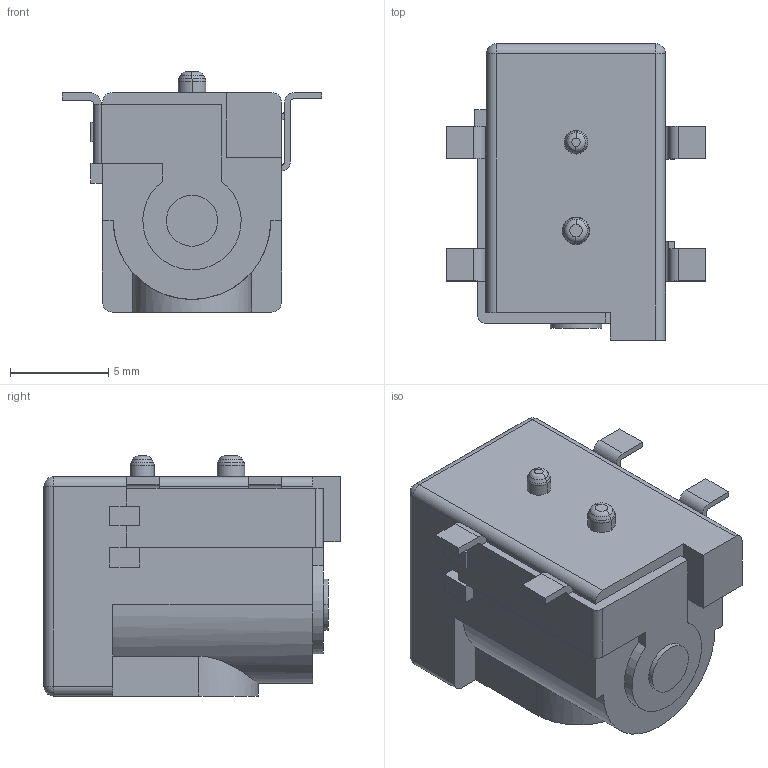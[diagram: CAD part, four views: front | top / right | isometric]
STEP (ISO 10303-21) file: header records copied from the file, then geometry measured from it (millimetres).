
FILE_DESCRIPTION((''),'2;1');
FILE_NAME('DC050-A-F03A1BR-200-AFTER','2019-03-19T',('Administrator'),(''),'PRO/ENGINEER BY PARAMETRIC TECHNOLOGY CORPORATION, 2012090','PRO/ENGINEER BY PARAMETRIC TECHNOLOGY CORPORATION, 2012090','');
FILE_SCHEMA(('CONFIG_CONTROL_DESIGN'));
Length unit declared in the file: millimetre
Products named in the file (1): DC050-A-F03A1BR-200-AFTER
Bounding box: 13.2 x 15.05 x 12.2 mm (x, y, z)
Volume: 1007.1 mm3; surface area: 1125.4 mm2
Topology: 1 solids, 1 shells, 118 faces, 298 edges, 185 vertices
Faces by surface type: plane 66, cylinder 34, sphere 6, torus 6, cone 4, bspline 2
Entity records: 3606 total; most frequent: CARTESIAN_POINT 675, DIRECTION 617, ORIENTED_EDGE 592, EDGE_CURVE 296, AXIS2_PLACEMENT_3D 206, VECTOR 205, LINE 205, VERTEX_POINT 185
